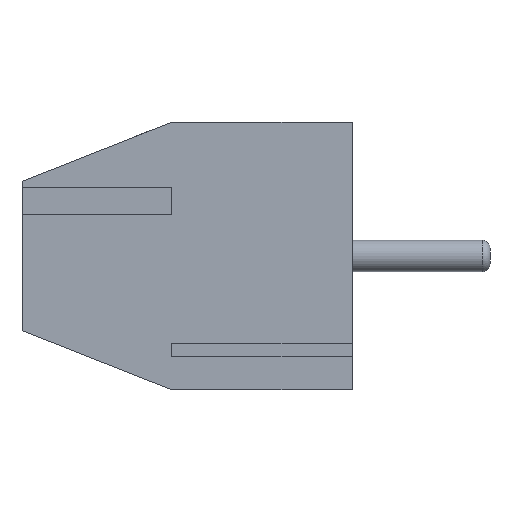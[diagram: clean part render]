
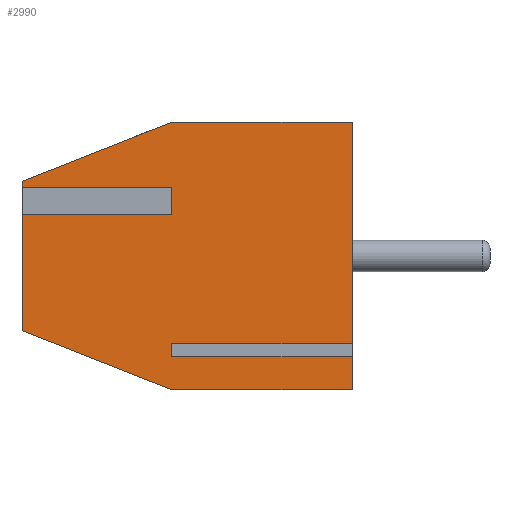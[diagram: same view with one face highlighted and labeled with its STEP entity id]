
A CAD part, left-side view. The second image highlights one B-rep face of the part: STEP entity #2990.
In plain terms, the highlighted planar face has unit normal (-1, 0, 0).
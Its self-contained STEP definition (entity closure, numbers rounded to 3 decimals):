
#619 = ORIENTED_EDGE ( 'NONE', *, *, #9069, .T. ) ;
#638 = CARTESIAN_POINT ( 'NONE',  ( 0., 8.4, 4.968 ) ) ;
#947 = FACE_OUTER_BOUND ( 'NONE', #23422, .T. ) ;
#959 = DIRECTION ( 'NONE',  ( 0., 0., 1. ) ) ;
#1261 = VECTOR ( 'NONE', #12535, 1000. ) ;
#1787 = VERTEX_POINT ( 'NONE', #12814 ) ;
#1841 = CARTESIAN_POINT ( 'NONE',  ( 0., 8.4, 4.968 ) ) ;
#2051 = DIRECTION ( 'NONE',  ( 0., 0., 1. ) ) ;
#2134 = ORIENTED_EDGE ( 'NONE', *, *, #23379, .T. ) ;
#2151 = LINE ( 'NONE', #11772, #22138 ) ;
#2303 = ORIENTED_EDGE ( 'NONE', *, *, #8278, .F. ) ;
#2519 = CARTESIAN_POINT ( 'NONE',  ( 0., 4.6, 4.968 ) ) ;
#2600 = VERTEX_POINT ( 'NONE', #20032 ) ;
#2876 = CARTESIAN_POINT ( 'NONE',  ( 0., 4.6, 6.8 ) ) ;
#2891 = EDGE_CURVE ( 'NONE', #5722, #18875, #24542, .T. ) ;
#2990 = ADVANCED_FACE ( 'NONE', ( #947 ), #4718, .F. ) ;
#3001 = VECTOR ( 'NONE', #5907, 1000. ) ;
#3041 = LINE ( 'NONE', #21336, #18007 ) ;
#3452 = LINE ( 'NONE', #13321, #23891 ) ;
#4380 = ORIENTED_EDGE ( 'NONE', *, *, #2891, .T. ) ;
#4459 = DIRECTION ( 'NONE',  ( 0., -1., 0. ) ) ;
#4718 = PLANE ( 'NONE',  #10390 ) ;
#4966 = DIRECTION ( 'NONE',  ( 0., -0.93, 0.367 ) ) ;
#5444 = VERTEX_POINT ( 'NONE', #12646 ) ;
#5722 = VERTEX_POINT ( 'NONE', #18961 ) ;
#5907 = DIRECTION ( 'NONE',  ( 0., 0., -1. ) ) ;
#6886 = LINE ( 'NONE', #22757, #15406 ) ;
#7598 = CARTESIAN_POINT ( 'NONE',  ( 0., 4.6, 4.968 ) ) ;
#7890 = ORIENTED_EDGE ( 'NONE', *, *, #15957, .T. ) ;
#7940 = VECTOR ( 'NONE', #16021, 1000. ) ;
#8064 = EDGE_CURVE ( 'NONE', #5444, #19997, #24438, .T. ) ;
#8278 = EDGE_CURVE ( 'NONE', #22893, #1787, #20427, .T. ) ;
#8291 = VERTEX_POINT ( 'NONE', #2519 ) ;
#8463 = EDGE_CURVE ( 'NONE', #23396, #2600, #11818, .T. ) ;
#8844 = CARTESIAN_POINT ( 'NONE',  ( 0., 8.4, 6.8 ) ) ;
#9069 = EDGE_CURVE ( 'NONE', #2600, #1787, #14312, .T. ) ;
#9194 = ORIENTED_EDGE ( 'NONE', *, *, #8064, .F. ) ;
#9836 = LINE ( 'NONE', #19858, #24190 ) ;
#10008 = EDGE_CURVE ( 'NONE', #18151, #10075, #2151, .T. ) ;
#10075 = VERTEX_POINT ( 'NONE', #15696 ) ;
#10390 = AXIS2_PLACEMENT_3D ( 'NONE', #8844, #25085, #15271 ) ;
#10506 = CARTESIAN_POINT ( 'NONE',  ( 0., 4.6, 4.632 ) ) ;
#10787 = EDGE_CURVE ( 'NONE', #23169, #23396, #9836, .T. ) ;
#11070 = EDGE_CURVE ( 'NONE', #10075, #5444, #3041, .T. ) ;
#11391 = DIRECTION ( 'NONE',  ( 0., -1., 0. ) ) ;
#11485 = CARTESIAN_POINT ( 'NONE',  ( 0., 4.6, 0.832 ) ) ;
#11772 = CARTESIAN_POINT ( 'NONE',  ( 0., 8.4, 1.5 ) ) ;
#11818 = LINE ( 'NONE', #18054, #17058 ) ;
#11939 = VECTOR ( 'NONE', #15168, 1000. ) ;
#12535 = DIRECTION ( 'NONE',  ( 0., 0., 1. ) ) ;
#12646 = CARTESIAN_POINT ( 'NONE',  ( 0., 8.4, 4.632 ) ) ;
#12814 = CARTESIAN_POINT ( 'NONE',  ( 0., 0., 6.8 ) ) ;
#13010 = EDGE_CURVE ( 'NONE', #16297, #19435, #3452, .T. ) ;
#13321 = CARTESIAN_POINT ( 'NONE',  ( 0., 8.4, 6.8 ) ) ;
#14135 = CARTESIAN_POINT ( 'NONE',  ( 0., 4.6, 0. ) ) ;
#14312 = LINE ( 'NONE', #21675, #7940 ) ;
#14495 = VECTOR ( 'NONE', #11391, 1000. ) ;
#14648 = CARTESIAN_POINT ( 'NONE',  ( 0., 8.4, 4.632 ) ) ;
#14802 = EDGE_CURVE ( 'NONE', #23169, #18875, #23901, .T. ) ;
#14844 = ORIENTED_EDGE ( 'NONE', *, *, #11070, .F. ) ;
#15168 = DIRECTION ( 'NONE',  ( 0., -1., 0. ) ) ;
#15271 = DIRECTION ( 'NONE',  ( 0., 0., -1. ) ) ;
#15406 = VECTOR ( 'NONE', #4966, 1000. ) ;
#15561 = CARTESIAN_POINT ( 'NONE',  ( 0., 8.4, 5.3 ) ) ;
#15696 = CARTESIAN_POINT ( 'NONE',  ( 0., 8.4, 1.5 ) ) ;
#15957 = EDGE_CURVE ( 'NONE', #18151, #5722, #17394, .T. ) ;
#16021 = DIRECTION ( 'NONE',  ( 0., 0., 1. ) ) ;
#16297 = VERTEX_POINT ( 'NONE', #638 ) ;
#16424 = VECTOR ( 'NONE', #25598, 1000. ) ;
#17058 = VECTOR ( 'NONE', #23481, 1000. ) ;
#17172 = EDGE_CURVE ( 'NONE', #19435, #22893, #6886, .T. ) ;
#17394 = LINE ( 'NONE', #23313, #14495 ) ;
#17599 = LINE ( 'NONE', #1841, #16424 ) ;
#17629 = DIRECTION ( 'NONE',  ( 0., 0.93, 0.367 ) ) ;
#17989 = CARTESIAN_POINT ( 'NONE',  ( 0., 8.4, 6.8 ) ) ;
#18007 = VECTOR ( 'NONE', #959, 1000. ) ;
#18054 = CARTESIAN_POINT ( 'NONE',  ( 0., 4.6, 1.168 ) ) ;
#18151 = VERTEX_POINT ( 'NONE', #14135 ) ;
#18384 = ORIENTED_EDGE ( 'NONE', *, *, #20271, .T. ) ;
#18529 = ORIENTED_EDGE ( 'NONE', *, *, #14802, .F. ) ;
#18727 = ORIENTED_EDGE ( 'NONE', *, *, #10787, .T. ) ;
#18875 = VERTEX_POINT ( 'NONE', #21594 ) ;
#18961 = CARTESIAN_POINT ( 'NONE',  ( 0., 0., 0. ) ) ;
#19435 = VERTEX_POINT ( 'NONE', #15561 ) ;
#19858 = CARTESIAN_POINT ( 'NONE',  ( 0., 4.6, 0.832 ) ) ;
#19997 = VERTEX_POINT ( 'NONE', #10506 ) ;
#20032 = CARTESIAN_POINT ( 'NONE',  ( 0., 0., 1.168 ) ) ;
#20271 = EDGE_CURVE ( 'NONE', #8291, #19997, #25401, .T. ) ;
#20398 = CARTESIAN_POINT ( 'NONE',  ( 0., 4.6, 0.832 ) ) ;
#20427 = LINE ( 'NONE', #17989, #22832 ) ;
#20812 = CARTESIAN_POINT ( 'NONE',  ( 0., 0., 6.8 ) ) ;
#20950 = ORIENTED_EDGE ( 'NONE', *, *, #13010, .F. ) ;
#20992 = ORIENTED_EDGE ( 'NONE', *, *, #17172, .F. ) ;
#21084 = DIRECTION ( 'NONE',  ( 0., 0., 1. ) ) ;
#21336 = CARTESIAN_POINT ( 'NONE',  ( 0., 8.4, 6.8 ) ) ;
#21594 = CARTESIAN_POINT ( 'NONE',  ( 0., 0., 0.832 ) ) ;
#21675 = CARTESIAN_POINT ( 'NONE',  ( 0., 0., 6.8 ) ) ;
#22138 = VECTOR ( 'NONE', #17629, 1000. ) ;
#22534 = DIRECTION ( 'NONE',  ( 0., -1., 0. ) ) ;
#22757 = CARTESIAN_POINT ( 'NONE',  ( 0., 8.4, 5.3 ) ) ;
#22832 = VECTOR ( 'NONE', #4459, 1000. ) ;
#22893 = VERTEX_POINT ( 'NONE', #2876 ) ;
#23169 = VERTEX_POINT ( 'NONE', #11485 ) ;
#23313 = CARTESIAN_POINT ( 'NONE',  ( 0., 8.4, 0. ) ) ;
#23379 = EDGE_CURVE ( 'NONE', #16297, #8291, #17599, .T. ) ;
#23396 = VERTEX_POINT ( 'NONE', #23660 ) ;
#23422 = EDGE_LOOP ( 'NONE', ( #23796, #619, #2303, #20992, #20950, #2134, #18384, #9194, #14844, #24895, #7890, #4380, #18529, #18727 ) ) ;
#23481 = DIRECTION ( 'NONE',  ( 0., -1., 0. ) ) ;
#23660 = CARTESIAN_POINT ( 'NONE',  ( 0., 4.6, 1.168 ) ) ;
#23796 = ORIENTED_EDGE ( 'NONE', *, *, #8463, .T. ) ;
#23891 = VECTOR ( 'NONE', #21084, 1000. ) ;
#23901 = LINE ( 'NONE', #20398, #11939 ) ;
#24190 = VECTOR ( 'NONE', #2051, 1000. ) ;
#24260 = VECTOR ( 'NONE', #22534, 1000. ) ;
#24438 = LINE ( 'NONE', #14648, #24260 ) ;
#24542 = LINE ( 'NONE', #20812, #1261 ) ;
#24895 = ORIENTED_EDGE ( 'NONE', *, *, #10008, .F. ) ;
#25085 = DIRECTION ( 'NONE',  ( 1., 0., 0. ) ) ;
#25401 = LINE ( 'NONE', #7598, #3001 ) ;
#25598 = DIRECTION ( 'NONE',  ( 0., -1., 0. ) ) ;
